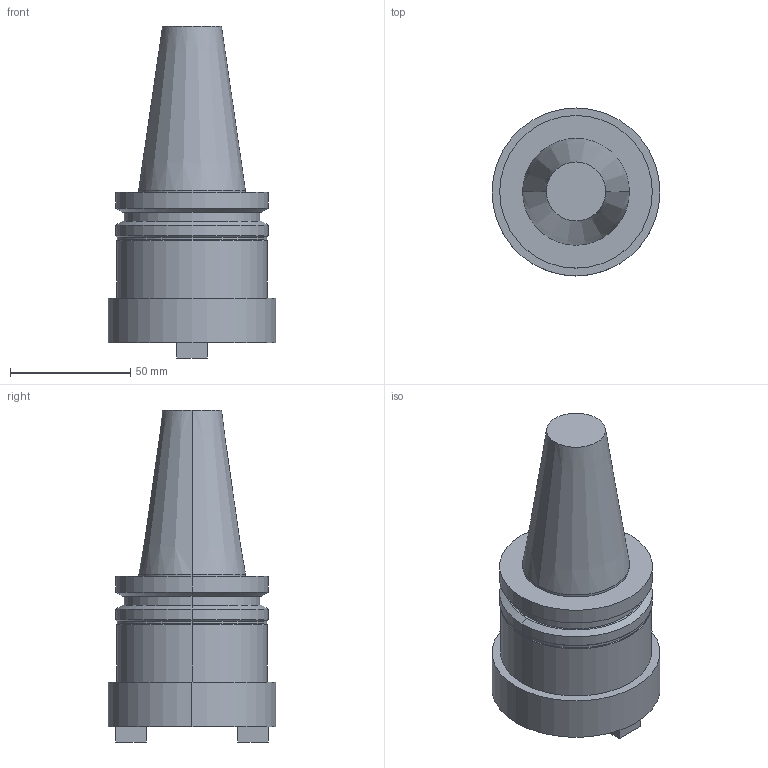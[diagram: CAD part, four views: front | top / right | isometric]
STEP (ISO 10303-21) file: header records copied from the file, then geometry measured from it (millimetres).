
FILE_DESCRIPTION (( 'STEP AP203' ), '1' );
FILE_NAME ('BCV40H-SMC1_250-2_5.stp', '2022-03-03T21:44:04', ( '' ), ( '' ), 'SwSTEP 2.0', 'SolidWorks 2021', '' );
FILE_SCHEMA (( 'CONFIG_CONTROL_DESIGN' ));
Length unit declared in the file: millimetre
Products named in the file (1): BCV40H-SMC1_250-2_5
Bounding box: 69.9 x 69.9 x 138.15 mm (x, y, z)
Volume: 271092.2 mm3; surface area: 29404.2 mm2
Topology: 1 solids, 1 shells, 43 faces, 88 edges, 54 vertices
Faces by surface type: plane 17, cylinder 16, cone 10
Entity records: 1205 total; most frequent: DIRECTION 214, CARTESIAN_POINT 186, ORIENTED_EDGE 176, EDGE_CURVE 88, AXIS2_PLACEMENT_3D 82, VERTEX_POINT 54, EDGE_LOOP 50, VECTOR 50
